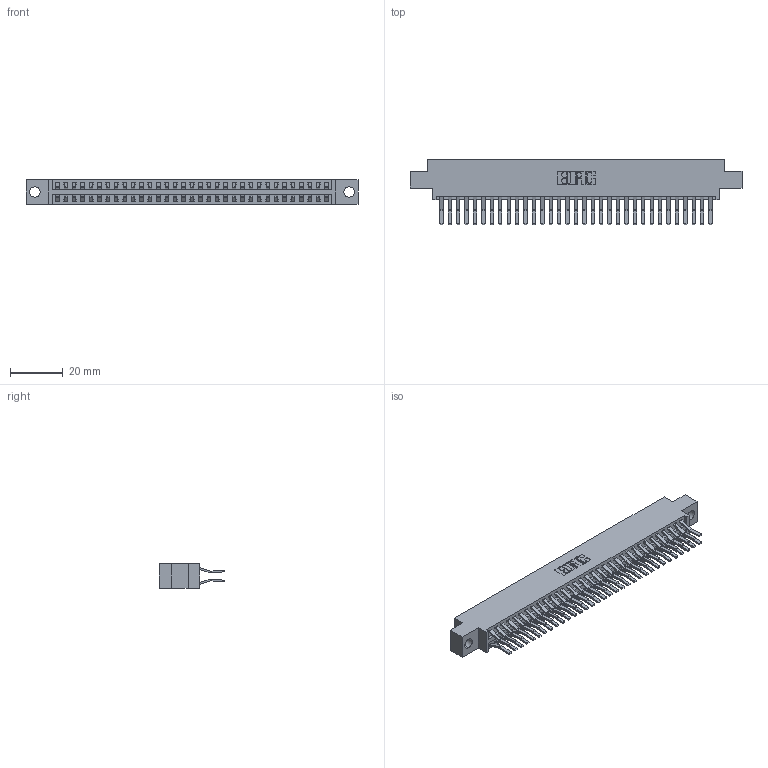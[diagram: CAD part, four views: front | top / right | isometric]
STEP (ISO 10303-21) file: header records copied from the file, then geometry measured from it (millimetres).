
FILE_DESCRIPTION (( 'STEP AP203' ), '1' );
FILE_NAME ('346-066-560-804.STEP', '2022-05-24T18:19:45', ( '' ), ( '' ), 'SwSTEP 2.0', 'SolidWorks 2020', '' );
FILE_SCHEMA (( 'CONFIG_CONTROL_DESIGN' ));
Length unit declared in the file: inch
Products named in the file (3): 346-066-560-804; 345-292-001_560 Tail; 346 Part_0.170 Offset - 0.156 Dia-TH
Assembly tree (67 placements, depth 2):
  346-066-560-804
    346 Part_0.170 Offset - 0.156 Dia-TH
    345-292-001_560 Tail  x66
Bounding box: 125.35 x 24.78 x 9.4 mm (x, y, z)
Volume: 12325.2 mm3; surface area: 17982.1 mm2
Topology: 67 solids, 67 shells, 3704 faces, 11003 edges, 7246 vertices
Faces by surface type: plane 2404, cylinder 1300
Entity records: 23387 total; most frequent: CARTESIAN_POINT 3874, ORIENTED_EDGE 3806, DIRECTION 3467, EDGE_CURVE 1903, LINE 1635, VECTOR 1635, VERTEX_POINT 1266, AXIS2_PLACEMENT_3D 916
